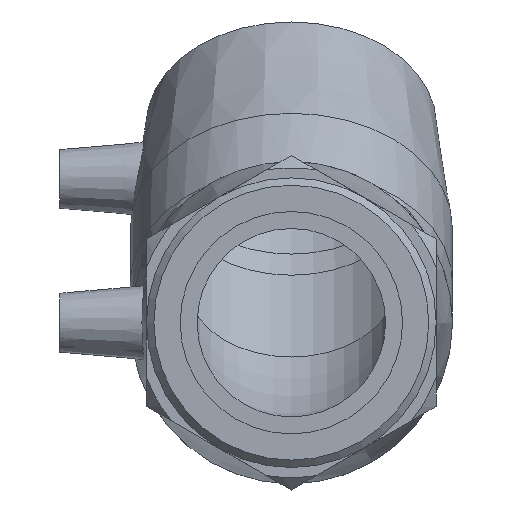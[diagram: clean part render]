
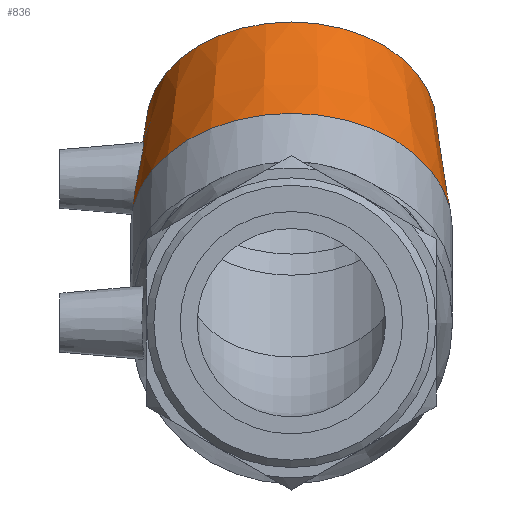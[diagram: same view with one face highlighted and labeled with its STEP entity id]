
A CAD part, left-side view. The second image highlights one B-rep face of the part: STEP entity #836.
In plain terms, the highlighted conical face has half-angle 6.323 degrees and reference radius 38.95 mm.
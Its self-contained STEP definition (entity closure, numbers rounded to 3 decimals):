
#14=B_SPLINE_CURVE_WITH_KNOTS('',3,(#1495,#1496,#1497,#1498,#1499,#1500,
#1501,#1502,#1503,#1504,#1505,#1506,#1507,#1508,#1509,#1510,#1511,#1512,
#1513,#1514,#1515,#1516,#1517,#1518,#1519,#1520,#1521,#1522,#1523,#1524,
#1525,#1526,#1527,#1528),.UNSPECIFIED.,.T.,.F.,(4,2,2,2,2,2,2,2,2,2,2,2,
2,2,2,2,4),(0.,0.343,0.687,1.032,1.378,
1.723,2.069,2.412,2.756,3.12,
3.484,3.842,4.199,4.556,4.913,
5.278,5.642),.UNSPECIFIED.);
#157=FACE_BOUND('',#307,.T.);
#158=FACE_BOUND('',#308,.T.);
#220=FACE_OUTER_BOUND('',#306,.T.);
#306=EDGE_LOOP('',(#744));
#307=EDGE_LOOP('',(#745));
#308=EDGE_LOOP('',(#746));
#367=CIRCLE('',#936,41.);
#371=CIRCLE('',#946,36.9);
#443=VERTEX_POINT('',#1490);
#444=VERTEX_POINT('',#1494);
#448=VERTEX_POINT('',#1539);
#545=EDGE_CURVE('',#443,#443,#367,.T.);
#547=EDGE_CURVE('',#444,#444,#14,.T.);
#551=EDGE_CURVE('',#448,#448,#371,.T.);
#744=ORIENTED_EDGE('',*,*,#545,.F.);
#745=ORIENTED_EDGE('',*,*,#547,.T.);
#746=ORIENTED_EDGE('',*,*,#551,.T.);
#781=CONICAL_SURFACE('',#947,38.95,6.323);
#836=ADVANCED_FACE('',(#220,#157,#158),#781,.T.);
#936=AXIS2_PLACEMENT_3D('',#1491,#1162,#1163);
#946=AXIS2_PLACEMENT_3D('',#1540,#1182,#1183);
#947=AXIS2_PLACEMENT_3D('',#1541,#1184,#1185);
#1162=DIRECTION('center_axis',(-0.707,0.,
-0.707));
#1163=DIRECTION('ref_axis',(-0.707,0.,0.707));
#1182=DIRECTION('center_axis',(-0.707,0.,
-0.707));
#1183=DIRECTION('ref_axis',(-0.707,0.,0.707));
#1184=DIRECTION('center_axis',(-0.707,0.,
-0.707));
#1185=DIRECTION('ref_axis',(0.,1.,0.));
#1490=CARTESIAN_POINT('',(24.333,41.,24.333));
#1491=CARTESIAN_POINT('Origin',(24.333,0.,
24.333));
#1494=CARTESIAN_POINT('',(43.47,37.902,30.261));
#1495=CARTESIAN_POINT('Ctrl Pts',(43.47,37.902,30.261));
#1496=CARTESIAN_POINT('Ctrl Pts',(44.253,37.78,31.087));
#1497=CARTESIAN_POINT('Ctrl Pts',(44.927,37.707,32.127));
#1498=CARTESIAN_POINT('Ctrl Pts',(45.804,37.678,34.393));
#1499=CARTESIAN_POINT('Ctrl Pts',(46.006,37.718,35.619));
#1500=CARTESIAN_POINT('Ctrl Pts',(45.963,37.824,37.913));
#1501=CARTESIAN_POINT('Ctrl Pts',(45.714,37.897,39.136));
#1502=CARTESIAN_POINT('Ctrl Pts',(44.754,38.006,41.386));
#1503=CARTESIAN_POINT('Ctrl Pts',(44.042,38.039,42.414));
#1504=CARTESIAN_POINT('Ctrl Pts',(42.414,38.039,44.042));
#1505=CARTESIAN_POINT('Ctrl Pts',(41.386,38.006,44.754));
#1506=CARTESIAN_POINT('Ctrl Pts',(39.136,37.897,45.714));
#1507=CARTESIAN_POINT('Ctrl Pts',(37.913,37.824,45.963));
#1508=CARTESIAN_POINT('Ctrl Pts',(35.619,37.718,46.006));
#1509=CARTESIAN_POINT('Ctrl Pts',(34.393,37.678,45.804));
#1510=CARTESIAN_POINT('Ctrl Pts',(32.127,37.707,44.927));
#1511=CARTESIAN_POINT('Ctrl Pts',(31.087,37.78,44.253));
#1512=CARTESIAN_POINT('Ctrl Pts',(29.385,38.032,42.639));
#1513=CARTESIAN_POINT('Ctrl Pts',(28.635,38.235,41.578));
#1514=CARTESIAN_POINT('Ctrl Pts',(27.643,38.714,39.252));
#1515=CARTESIAN_POINT('Ctrl Pts',(27.4,38.988,37.985));
#1516=CARTESIAN_POINT('Ctrl Pts',(27.399,39.457,35.626));
#1517=CARTESIAN_POINT('Ctrl Pts',(27.631,39.686,34.374));
#1518=CARTESIAN_POINT('Ctrl Pts',(28.588,40.003,32.06));
#1519=CARTESIAN_POINT('Ctrl Pts',(29.313,40.088,30.997));
#1520=CARTESIAN_POINT('Ctrl Pts',(30.997,40.088,29.313));
#1521=CARTESIAN_POINT('Ctrl Pts',(32.06,40.003,28.588));
#1522=CARTESIAN_POINT('Ctrl Pts',(34.374,39.686,27.631));
#1523=CARTESIAN_POINT('Ctrl Pts',(35.626,39.457,27.399));
#1524=CARTESIAN_POINT('Ctrl Pts',(37.985,38.988,27.4));
#1525=CARTESIAN_POINT('Ctrl Pts',(39.252,38.714,27.643));
#1526=CARTESIAN_POINT('Ctrl Pts',(41.578,38.235,28.635));
#1527=CARTESIAN_POINT('Ctrl Pts',(42.639,38.032,29.385));
#1528=CARTESIAN_POINT('Ctrl Pts',(43.47,37.902,30.261));
#1539=CARTESIAN_POINT('',(50.496,36.9,50.496));
#1540=CARTESIAN_POINT('Origin',(50.496,0.,50.496));
#1541=CARTESIAN_POINT('Origin',(37.414,0.,
37.414));
